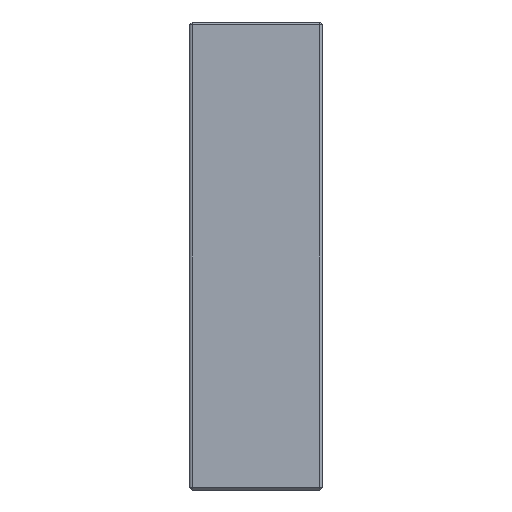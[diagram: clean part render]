
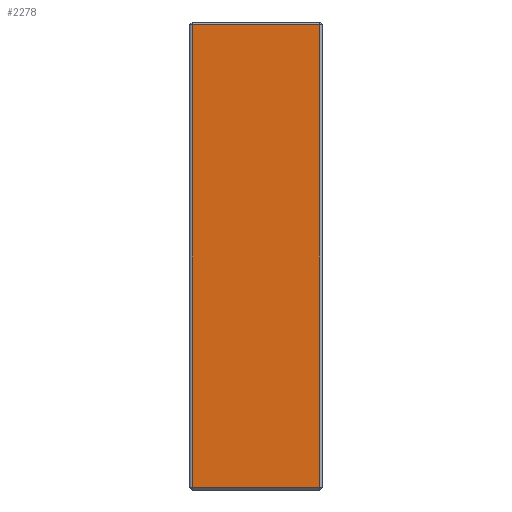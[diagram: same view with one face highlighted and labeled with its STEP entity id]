
A CAD part, left-side view. The second image highlights one B-rep face of the part: STEP entity #2278.
In plain terms, the highlighted planar face has unit normal (-1, 0, 0).
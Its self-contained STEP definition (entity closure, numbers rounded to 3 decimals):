
#382 = VERTEX_POINT ( 'NONE', #3115 ) ;
#387 = VERTEX_POINT ( 'NONE', #3120 ) ;
#397 = VERTEX_POINT ( 'NONE', #3130 ) ;
#403 = VERTEX_POINT ( 'NONE', #3136 ) ;
#511 = EDGE_LOOP ( 'NONE', ( #1880, #1881, #1882, #1883 ) ) ;
#1880 = ORIENTED_EDGE ( 'NONE', *, *, #6696, .F. ) ;
#1881 = ORIENTED_EDGE ( 'NONE', *, *, #6694, .T. ) ;
#1882 = ORIENTED_EDGE ( 'NONE', *, *, #6691, .T. ) ;
#1883 = ORIENTED_EDGE ( 'NONE', *, *, #6884, .T. ) ;
#2278 = ADVANCED_FACE ( 'NONE', ( #3939 ), #2396, .F. ) ;
#2392 = CARTESIAN_POINT ( 'NONE',  ( -60.723, -10.442, -66. ) ) ;
#2396 = PLANE ( 'NONE',  #3512 ) ;
#2398 = DIRECTION ( 'NONE',  ( 1., 0., 0. ) ) ;
#2399 = DIRECTION ( 'NONE',  ( 0., 1., 0. ) ) ;
#3115 = CARTESIAN_POINT ( 'NONE',  ( -60.723, -10.442, 21.5 ) ) ;
#3120 = CARTESIAN_POINT ( 'NONE',  ( -60.723, 13.558, 21.5 ) ) ;
#3130 = CARTESIAN_POINT ( 'NONE',  ( -60.723, 13.558, -65.5 ) ) ;
#3136 = CARTESIAN_POINT ( 'NONE',  ( -60.723, -10.442, -65.5 ) ) ;
#3512 = AXIS2_PLACEMENT_3D ( 'NONE', #2392, #2398, #2399 ) ;
#3939 = FACE_OUTER_BOUND ( 'NONE', #511, .T. ) ;
#4458 = LINE ( 'NONE', #7074, #4460 ) ;
#4459 = LINE ( 'NONE', #7078, #4465 ) ;
#4460 = VECTOR ( 'NONE', #7076, 1000. ) ;
#4462 = LINE ( 'NONE', #7077, #4469 ) ;
#4465 = VECTOR ( 'NONE', #7083, 1000. ) ;
#4469 = VECTOR ( 'NONE', #7087, 1000. ) ;
#5605 = LINE ( 'NONE', #5996, #5611 ) ;
#5611 = VECTOR ( 'NONE', #6001, 1000. ) ;
#5996 = CARTESIAN_POINT ( 'NONE',  ( -60.723, 13.558, 21.5 ) ) ;
#6001 = DIRECTION ( 'NONE',  ( 0., 1., 0. ) ) ;
#6691 = EDGE_CURVE ( 'NONE', #403, #382, #4458, .T. ) ;
#6694 = EDGE_CURVE ( 'NONE', #397, #403, #4459, .T. ) ;
#6696 = EDGE_CURVE ( 'NONE', #397, #387, #4462, .T. ) ;
#6884 = EDGE_CURVE ( 'NONE', #382, #387, #5605, .T. ) ;
#7074 = CARTESIAN_POINT ( 'NONE',  ( -60.723, -10.442, -66. ) ) ;
#7076 = DIRECTION ( 'NONE',  ( 0., 0., 1. ) ) ;
#7077 = CARTESIAN_POINT ( 'NONE',  ( -60.723, 13.558, -66. ) ) ;
#7078 = CARTESIAN_POINT ( 'NONE',  ( -60.723, -10.442, -65.5 ) ) ;
#7083 = DIRECTION ( 'NONE',  ( 0., -1., 0. ) ) ;
#7087 = DIRECTION ( 'NONE',  ( 0., 0., 1. ) ) ;
